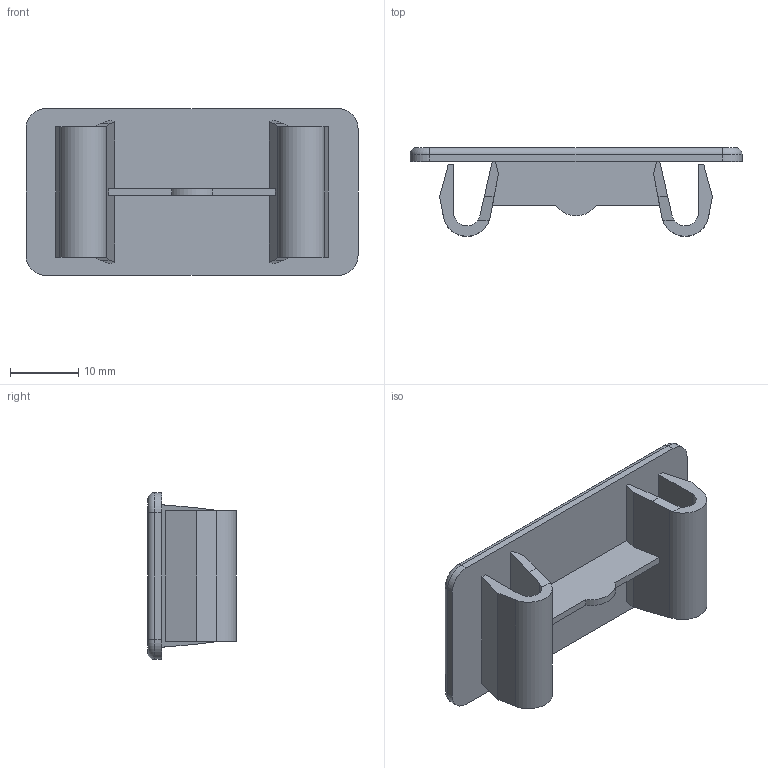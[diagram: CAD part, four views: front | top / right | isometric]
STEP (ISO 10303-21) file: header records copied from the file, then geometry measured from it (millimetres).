
FILE_DESCRIPTION((''),'2;1');
FILE_NAME('390-9002REF','2012-03-05T',('danboyden'),(''),'PRO/ENGINEER BY PARAMETRIC TECHNOLOGY CORPORATION, 2010280','PRO/ENGINEER BY PARAMETRIC TECHNOLOGY CORPORATION, 2010280','');
FILE_SCHEMA(('CONFIG_CONTROL_DESIGN'));
Length unit declared in the file: inch
Products named in the file (1): 390-9002REF
Bounding box: 48.51 x 12.95 x 24.38 mm (x, y, z)
Volume: 3804.7 mm3; surface area: 4822.5 mm2
Topology: 1 solids, 1 shells, 55 faces, 148 edges, 96 vertices
Faces by surface type: plane 38, cylinder 13, torus 4
Entity records: 1744 total; most frequent: CARTESIAN_POINT 311, ORIENTED_EDGE 296, DIRECTION 280, EDGE_CURVE 148, VECTOR 110, LINE 110, VERTEX_POINT 96, AXIS2_PLACEMENT_3D 85
